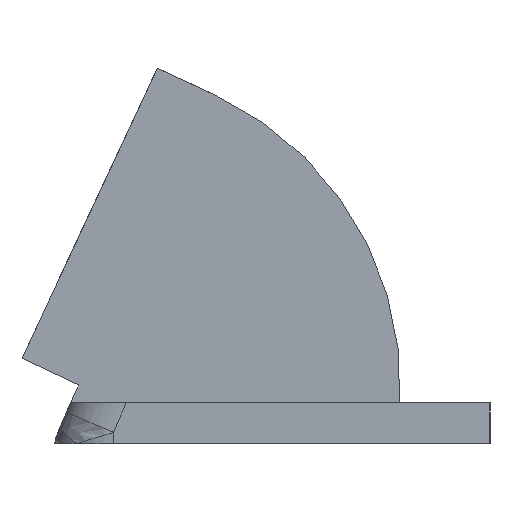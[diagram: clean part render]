
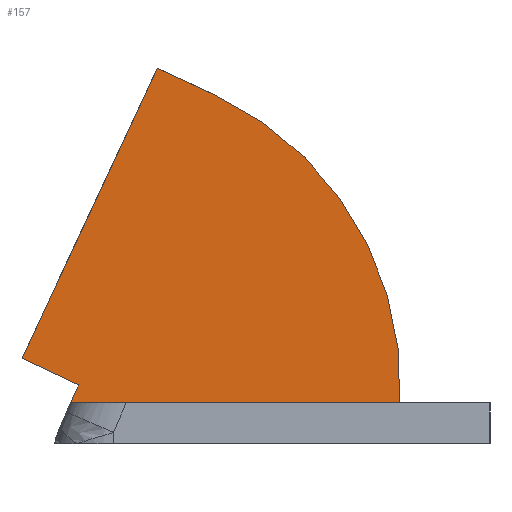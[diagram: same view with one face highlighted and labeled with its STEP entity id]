
A CAD part, left-side view. The second image highlights one B-rep face of the part: STEP entity #157.
In plain terms, the highlighted planar face has unit normal (-1, 0, 0).
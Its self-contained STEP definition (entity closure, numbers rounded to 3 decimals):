
#76=CARTESIAN_POINT('',(61.7,89.525,45.579));
#77=VERTEX_POINT('',#76);
#93=CARTESIAN_POINT('',(61.7,96.724,57.584));
#94=VERTEX_POINT('',#93);
#101=CARTESIAN_POINT('',(61.7,102.007,46.256));
#102=DIRECTION('',(1.,0.,0.));
#103=DIRECTION('',(0.,-0.423,0.906));
#104=AXIS2_PLACEMENT_3D('',#101,#102,#103);
#105=CIRCLE('',#104,12.5);
#106=EDGE_CURVE('',#94,#77,#105,.T.);
#111=CARTESIAN_POINT('',(61.7,99.091,52.509));
#112=DIRECTION('',(-1.,-0.,-0.));
#113=DIRECTION('',(0.,-1.,0.));
#114=AXIS2_PLACEMENT_3D('',#111,#112,#113);
#115=PLANE('',#114);
#116=CARTESIAN_POINT('',(61.7,102.377,45.579));
#117=VERTEX_POINT('',#116);
#118=CARTESIAN_POINT('',(61.7,89.525,45.579));
#119=DIRECTION('',(-0.,1.,0.));
#120=VECTOR('',#119,12.852);
#121=LINE('',#118,#120);
#122=EDGE_CURVE('',#77,#117,#121,.T.);
#123=ORIENTED_EDGE('',*,*,#122,.F.);
#124=ORIENTED_EDGE('',*,*,#106,.F.);
#125=CARTESIAN_POINT('',(61.7,98.99,58.641));
#126=VERTEX_POINT('',#125);
#127=CARTESIAN_POINT('',(61.7,98.99,58.641));
#128=DIRECTION('',(0.,-0.906,-0.423));
#129=VECTOR('',#128,2.5);
#130=LINE('',#127,#129);
#131=EDGE_CURVE('',#126,#94,#130,.T.);
#132=ORIENTED_EDGE('',*,*,#131,.F.);
#133=CARTESIAN_POINT('',(61.7,104.272,47.312));
#134=VERTEX_POINT('',#133);
#135=CARTESIAN_POINT('',(61.7,104.272,47.312));
#136=DIRECTION('',(0.,-0.423,0.906));
#137=VECTOR('',#136,12.5);
#138=LINE('',#135,#137);
#139=EDGE_CURVE('',#134,#126,#138,.T.);
#140=ORIENTED_EDGE('',*,*,#139,.F.);
#141=CARTESIAN_POINT('',(61.7,102.052,46.277));
#142=VERTEX_POINT('',#141);
#143=CARTESIAN_POINT('',(61.7,104.272,47.312));
#144=DIRECTION('',(0.,-0.906,-0.423));
#145=VECTOR('',#144,2.45);
#146=LINE('',#143,#145);
#147=EDGE_CURVE('',#134,#142,#146,.T.);
#148=ORIENTED_EDGE('',*,*,#147,.T.);
#149=CARTESIAN_POINT('',(61.7,102.377,45.579));
#150=DIRECTION('',(0.,-0.423,0.906));
#151=VECTOR('',#150,0.77);
#152=LINE('',#149,#151);
#153=EDGE_CURVE('',#117,#142,#152,.T.);
#154=ORIENTED_EDGE('',*,*,#153,.F.);
#155=EDGE_LOOP('',(#123,#124,#132,#140,#148,#154));
#156=FACE_BOUND('',#155,.T.);
#157=ADVANCED_FACE('',(#156),#115,.T.);
